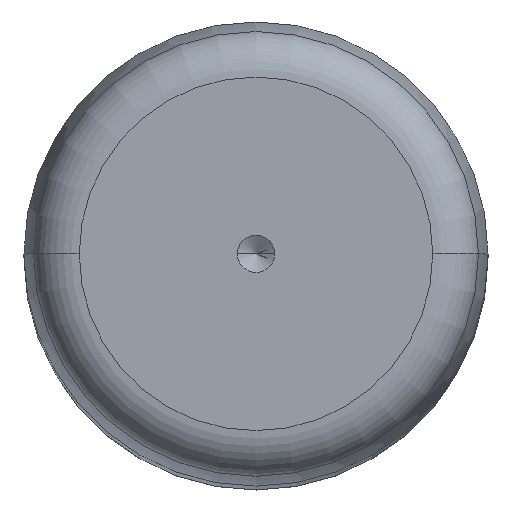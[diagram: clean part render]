
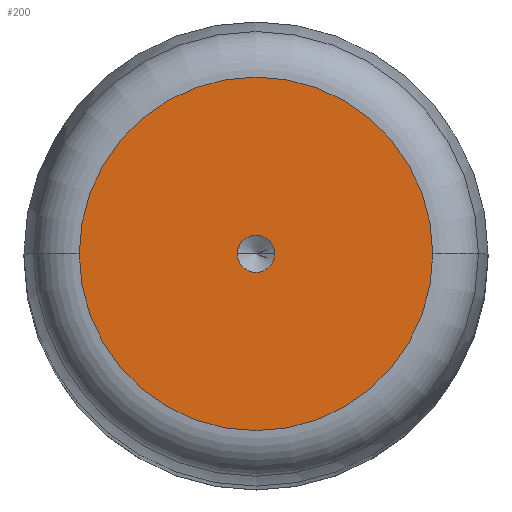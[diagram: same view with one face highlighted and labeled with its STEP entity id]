
A CAD part, top view. The second image highlights one B-rep face of the part: STEP entity #200.
In plain terms, the highlighted planar face has unit normal (0, 0, 1).
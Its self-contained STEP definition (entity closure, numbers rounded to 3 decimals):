
#25 = VERTEX_POINT ( 'NONE', #481 ) ;
#34 = DIRECTION ( 'NONE',  ( 1., 0., 0. ) ) ;
#41 = FACE_BOUND ( 'NONE', #307, .T. ) ;
#72 = DIRECTION ( 'NONE',  ( 0., 0., 1. ) ) ;
#85 = DIRECTION ( 'NONE',  ( 0., 0., 1. ) ) ;
#86 = CARTESIAN_POINT ( 'NONE',  ( -9.521, 0., 130. ) ) ;
#109 = DIRECTION ( 'NONE',  ( 0., 0., 1. ) ) ;
#117 = AXIS2_PLACEMENT_3D ( 'NONE', #179, #498, #241 ) ;
#135 = PLANE ( 'NONE',  #117 ) ;
#158 = EDGE_CURVE ( 'NONE', #25, #620, #226, .T. ) ;
#172 = AXIS2_PLACEMENT_3D ( 'NONE', #340, #85, #34 ) ;
#175 = EDGE_CURVE ( 'NONE', #510, #235, #342, .T. ) ;
#177 = ORIENTED_EDGE ( 'NONE', *, *, #233, .F. ) ;
#179 = CARTESIAN_POINT ( 'NONE',  ( 0., 0., 130. ) ) ;
#200 = ADVANCED_FACE ( 'NONE', ( #41, #303 ), #135, .T. ) ;
#216 = AXIS2_PLACEMENT_3D ( 'NONE', #588, #72, #278 ) ;
#222 = DIRECTION ( 'NONE',  ( 1., 0., 0. ) ) ;
#226 = CIRCLE ( 'NONE', #432, 1. ) ;
#233 = EDGE_CURVE ( 'NONE', #620, #25, #499, .T. ) ;
#235 = VERTEX_POINT ( 'NONE', #86 ) ;
#241 = DIRECTION ( 'NONE',  ( 1., 0., 0. ) ) ;
#248 = ORIENTED_EDGE ( 'NONE', *, *, #175, .T. ) ;
#278 = DIRECTION ( 'NONE',  ( 1., 0., 0. ) ) ;
#303 = FACE_OUTER_BOUND ( 'NONE', #384, .T. ) ;
#307 = EDGE_LOOP ( 'NONE', ( #177, #376 ) ) ;
#316 = CARTESIAN_POINT ( 'NONE',  ( 0., 0., 130. ) ) ;
#340 = CARTESIAN_POINT ( 'NONE',  ( 0., 0., 130. ) ) ;
#342 = CIRCLE ( 'NONE', #216, 9.521 ) ;
#376 = ORIENTED_EDGE ( 'NONE', *, *, #158, .F. ) ;
#384 = EDGE_LOOP ( 'NONE', ( #248, #493 ) ) ;
#418 = DIRECTION ( 'NONE',  ( 1., 0., 0. ) ) ;
#432 = AXIS2_PLACEMENT_3D ( 'NONE', #442, #587, #222 ) ;
#442 = CARTESIAN_POINT ( 'NONE',  ( 0., 0., 130. ) ) ;
#462 = CIRCLE ( 'NONE', #525, 9.521 ) ;
#481 = CARTESIAN_POINT ( 'NONE',  ( -1., 0., 130. ) ) ;
#493 = ORIENTED_EDGE ( 'NONE', *, *, #528, .T. ) ;
#498 = DIRECTION ( 'NONE',  ( 0., 0., 1. ) ) ;
#499 = CIRCLE ( 'NONE', #172, 1. ) ;
#510 = VERTEX_POINT ( 'NONE', #520 ) ;
#520 = CARTESIAN_POINT ( 'NONE',  ( 9.521, 0., 130. ) ) ;
#525 = AXIS2_PLACEMENT_3D ( 'NONE', #316, #109, #418 ) ;
#528 = EDGE_CURVE ( 'NONE', #235, #510, #462, .T. ) ;
#585 = CARTESIAN_POINT ( 'NONE',  ( 1., 0., 130. ) ) ;
#587 = DIRECTION ( 'NONE',  ( 0., 0., 1. ) ) ;
#588 = CARTESIAN_POINT ( 'NONE',  ( 0., 0., 130. ) ) ;
#620 = VERTEX_POINT ( 'NONE', #585 ) ;
